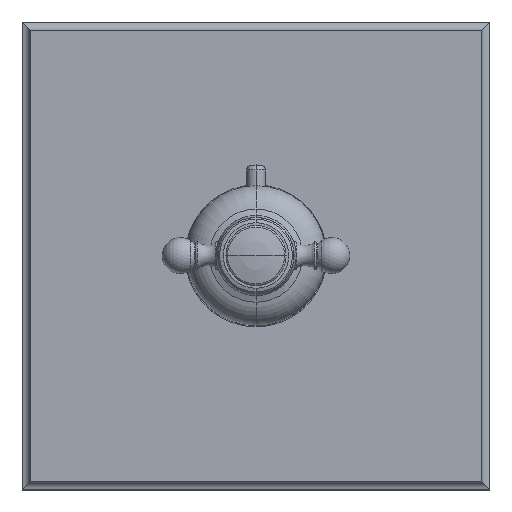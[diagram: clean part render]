
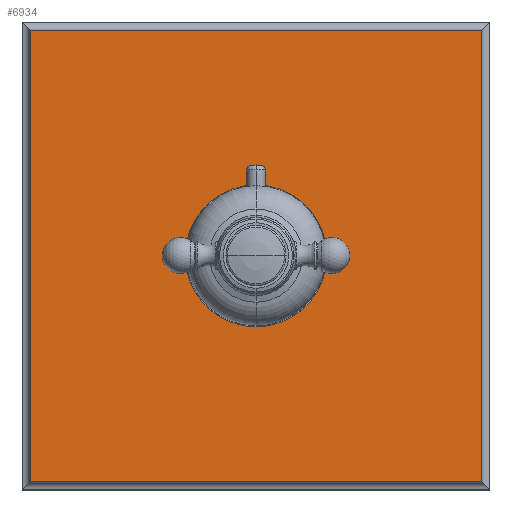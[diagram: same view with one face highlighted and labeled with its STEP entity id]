
A CAD part, top view. The second image highlights one B-rep face of the part: STEP entity #6934.
In plain terms, the highlighted planar face has unit normal (0, 0, 1).
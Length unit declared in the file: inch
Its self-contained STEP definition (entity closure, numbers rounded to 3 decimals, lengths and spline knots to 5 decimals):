
#2=DIRECTION('',(0.,-1.,0.));
#3=VECTOR('',#2,6.27);
#4=CARTESIAN_POINT('',(-3.135,3.135,0.313));
#5=LINE('',#4,#3);
#6=CARTESIAN_POINT('',(0.,0.,0.313));
#7=DIRECTION('',(0.,0.,-1.));
#8=DIRECTION('',(-1.,0.,0.));
#9=AXIS2_PLACEMENT_3D('',#6,#7,#8);
#11=CARTESIAN_POINT('',(0.,0.,0.313));
#12=DIRECTION('',(0.,0.,-1.));
#13=DIRECTION('',(1.,0.,0.));
#14=AXIS2_PLACEMENT_3D('',#11,#12,#13);
#16=DIRECTION('',(-1.,0.,0.));
#17=VECTOR('',#16,6.27);
#18=CARTESIAN_POINT('',(3.135,3.135,0.313));
#19=LINE('',#18,#17);
#98=DIRECTION('',(1.,0.,0.));
#99=VECTOR('',#98,6.27);
#100=CARTESIAN_POINT('',(-3.135,-3.135,0.313));
#101=LINE('',#100,#99);
#123=DIRECTION('',(0.,1.,0.));
#124=VECTOR('',#123,6.27);
#125=CARTESIAN_POINT('',(3.135,-3.135,0.313));
#126=LINE('',#125,#124);
#5790=CARTESIAN_POINT('',(-3.135,3.135,0.313));
#5791=CARTESIAN_POINT('',(-3.135,-3.135,0.313));
#5792=VERTEX_POINT('',#5790);
#5793=VERTEX_POINT('',#5791);
#5798=CARTESIAN_POINT('',(3.135,-3.135,0.313));
#5799=VERTEX_POINT('',#5798);
#5802=CARTESIAN_POINT('',(3.135,3.135,0.313));
#5803=VERTEX_POINT('',#5802);
#5810=CARTESIAN_POINT('',(-0.985,0.,0.313));
#5811=CARTESIAN_POINT('',(0.985,0.,0.313));
#5812=VERTEX_POINT('',#5810);
#5813=VERTEX_POINT('',#5811);
#6914=CARTESIAN_POINT('',(0.,0.,0.313));
#6915=DIRECTION('',(0.,0.,1.));
#6916=DIRECTION('',(1.,0.,0.));
#6917=AXIS2_PLACEMENT_3D('',#6914,#6915,#6916);
#6918=PLANE('',#6917);
#6919=ORIENTED_EDGE('',*,*,#6903,.F.);
#6921=ORIENTED_EDGE('',*,*,#6920,.F.);
#6923=ORIENTED_EDGE('',*,*,#6922,.F.);
#6925=ORIENTED_EDGE('',*,*,#6924,.F.);
#6926=EDGE_LOOP('',(#6919,#6921,#6923,#6925));
#6927=FACE_OUTER_BOUND('',#6926,.F.);
#6929=ORIENTED_EDGE('',*,*,#6928,.F.);
#6931=ORIENTED_EDGE('',*,*,#6930,.F.);
#6932=EDGE_LOOP('',(#6929,#6931));
#6933=FACE_BOUND('',#6932,.F.);
#6934=ADVANCED_FACE('',(#6927,#6933),#6918,.T.);
#10=CIRCLE('',#9,0.985);
#15=CIRCLE('',#14,0.985);
#6903=EDGE_CURVE('',#5792,#5793,#5,.T.);
#6920=EDGE_CURVE('',#5803,#5792,#19,.T.);
#6922=EDGE_CURVE('',#5799,#5803,#126,.T.);
#6924=EDGE_CURVE('',#5793,#5799,#101,.T.);
#6928=EDGE_CURVE('',#5812,#5813,#10,.T.);
#6930=EDGE_CURVE('',#5813,#5812,#15,.T.);
